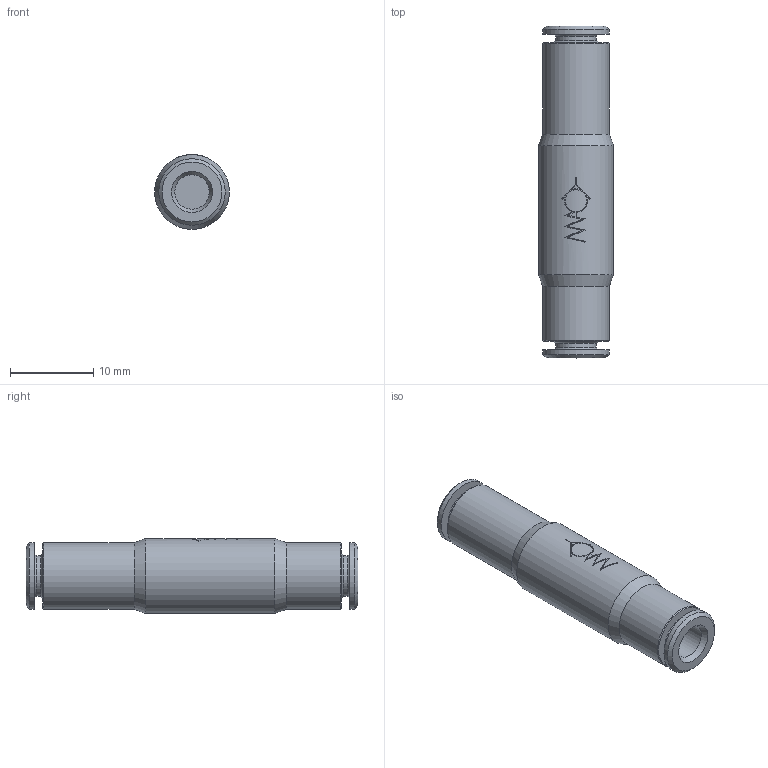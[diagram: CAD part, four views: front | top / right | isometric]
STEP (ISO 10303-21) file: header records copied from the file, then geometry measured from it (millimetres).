
FILE_DESCRIPTION(( 'MAL.93.04.04.stp' ), '1');
FILE_NAME( 'MAL.93.04.04.stp', '2021-02-19T16:28:35',( 'Sopra'),('sopra-pneumatic.com'), 'SwSTEP 2.0','SolidWorks 2009','' );
FILE_SCHEMA( ( 'AUTOMOTIVE_DESIGN { 1 0 10303 214 1 1 1 1 }' ) );
Length unit declared in the file: metre
Products named in the file (1): Taglia-Rivoluzione1
Bounding box: 9 x 39.9 x 9 mm (x, y, z)
Volume: 1815.6 mm3; surface area: 1575 mm2
Topology: 1 solids, 1 shells, 61 faces, 152 edges, 101 vertices
Faces by surface type: bspline 25, cylinder 13, plane 11, cone 10, torus 2
Full cylindrical faces by diameter (mm): 4.15 x2, 4.9 x2, 8 x4
Entity records: 2515 total; most frequent: CARTESIAN_POINT 910, ORIENTED_EDGE 248, DIRECTION 138, EDGE_CURVE 124, VERTEX_POINT 97, EDGE_LOOP 91, B_SPLINE_CURVE_WITH_KNOTS 88, FACE_OUTER_BOUND 72
